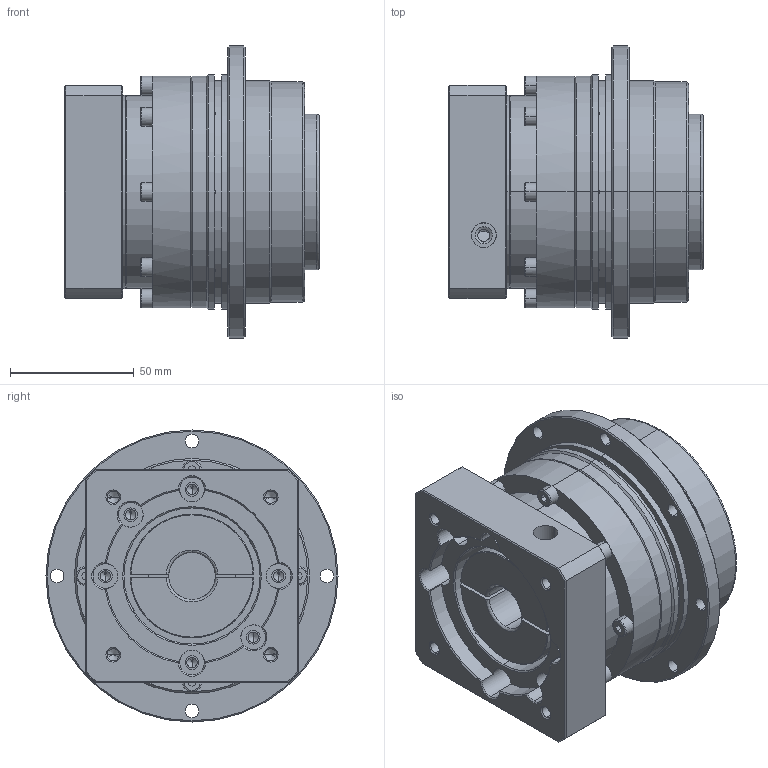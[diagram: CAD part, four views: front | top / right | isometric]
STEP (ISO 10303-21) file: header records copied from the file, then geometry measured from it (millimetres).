
FILE_DESCRIPTION (( 'STEP AP214' ), '1' );
FILE_NAME ('SD090-L1-19-70-90-M5-M6.STEP', '2022-02-19T08:53:27', ( 'admin' ), ( '' ), 'SwSTEP 2.0', 'SolidWorks 2013', '' );
FILE_SCHEMA (( 'AUTOMOTIVE_DESIGN' ));
Length unit declared in the file: millimetre
Products named in the file (4): SD090_X2_8F9351FA7AEF_X0_; PB090-70-90M6; PB090_X2_58F34F537AEF_X0_-19; SD090-L1-19-70-90-M5-M6
Assembly tree (3 placements, depth 2):
  SD090-L1-19-70-90-M5-M6
    PB090_X2_58F34F537AEF_X0_-19
    PB090-70-90M6
    SD090_X2_8F9351FA7AEF_X0_
Bounding box: 103 x 118 x 118 mm (x, y, z)
Volume: 601698 mm3; surface area: 102660.1 mm2
Topology: 4 solids, 4 shells, 516 faces, 1260 edges, 749 vertices
Faces by surface type: cylinder 207, cone 161, plane 125, bspline 23
Entity records: 21202 total; most frequent: CARTESIAN_POINT 3407, DIRECTION 2657, ORIENTED_EDGE 2356, EDGE_CURVE 1178, AXIS2_PLACEMENT_3D 1057, VERTEX_POINT 743, EDGE_LOOP 631, CIRCLE 558
